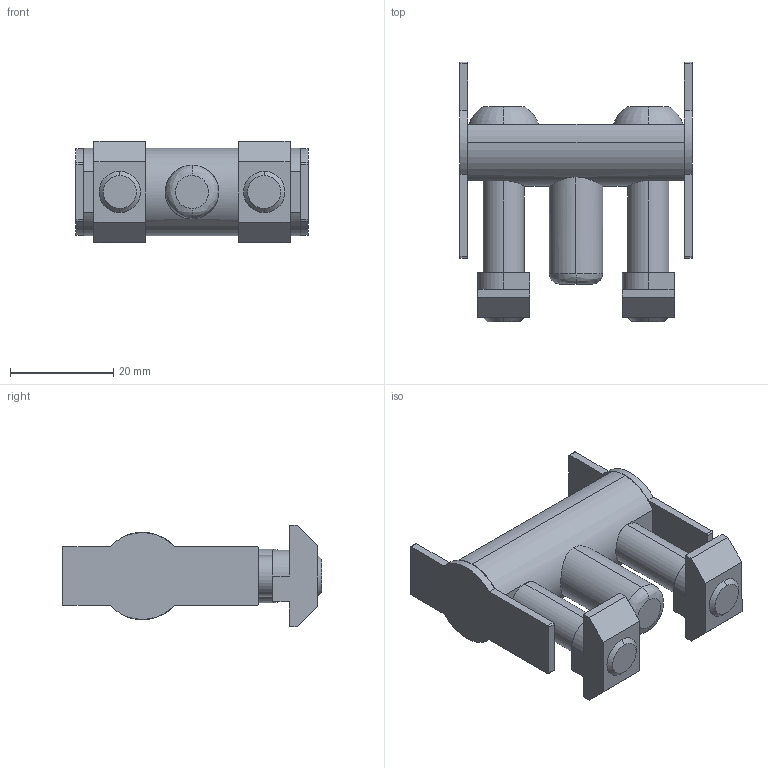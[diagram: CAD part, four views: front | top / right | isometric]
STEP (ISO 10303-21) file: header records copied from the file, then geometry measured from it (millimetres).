
FILE_DESCRIPTION (( 'STEP AP214' ), '1' );
FILE_NAME ('-6121043', '2019-02-04T09:21:23', ( '' ), ('JUGARD+KÜNSTNER GmbH'), 'SwSTEP 2.0', 'SolidWorks 2017', '' );
FILE_SCHEMA (( 'AUTOMOTIVE_DESIGN' ));
Length unit declared in the file: millimetre
Products named in the file (1): -6121043_CNAJF00
Bounding box: 45 x 50.27 x 19.6 mm (x, y, z)
Volume: 15009 mm3; surface area: 7030.3 mm2
Topology: 1 solids, 1 shells, 107 faces, 272 edges, 178 vertices
Faces by surface type: plane 68, cylinder 29, torus 4, cone 4, bspline 2
Entity records: 3775 total; most frequent: CARTESIAN_POINT 737, DIRECTION 564, ORIENTED_EDGE 544, EDGE_CURVE 272, AXIS2_PLACEMENT_3D 192, LINE 180, VECTOR 180, VERTEX_POINT 178
